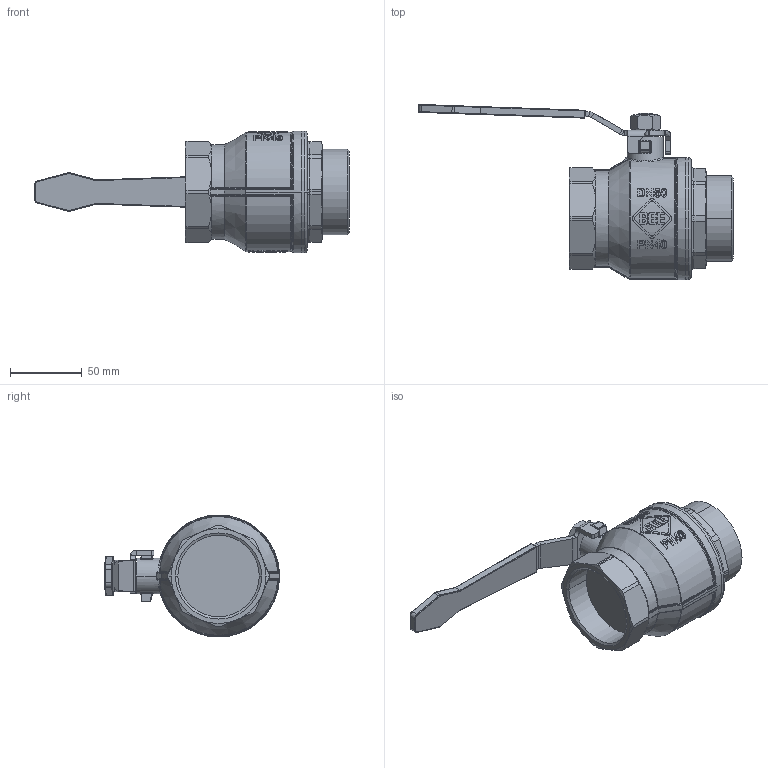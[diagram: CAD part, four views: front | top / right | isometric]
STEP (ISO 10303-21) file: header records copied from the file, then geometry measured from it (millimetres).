
FILE_DESCRIPTION(('STEP AP242'),'1');
FILE_NAME('0020044011050.stp','2024-07-25T09:17:50',('TraceParts'),('TraceParts S.A.'),'Spatial InterOp 3D',' ',' ');
FILE_SCHEMA(('AP242_MANAGED_MODEL_BASED_3D_ENGINEERING_MIM_LF {1 0 10303 442 1 1 4}'));
Length unit declared in the file: millimetre
Products named in the file (1): 0020044011050
Bounding box: 219.4 x 122 x 85 mm (x, y, z)
Volume: 420137.8 mm3; surface area: 55783.1 mm2
Topology: 1 solids, 1 shells, 1251 faces, 3248 edges, 2049 vertices
Faces by surface type: plane 460, bspline 365, cylinder 292, torus 62, cone 49, sphere 23
Entity records: 61858 total; most frequent: CARTESIAN_POINT 23816, ORIENTED_EDGE 6420, DIRECTION 4871, EDGE_CURVE 3210, VERTEX_POINT 2049, AXIS2_PLACEMENT_3D 1679, LINE 1513, VECTOR 1513
